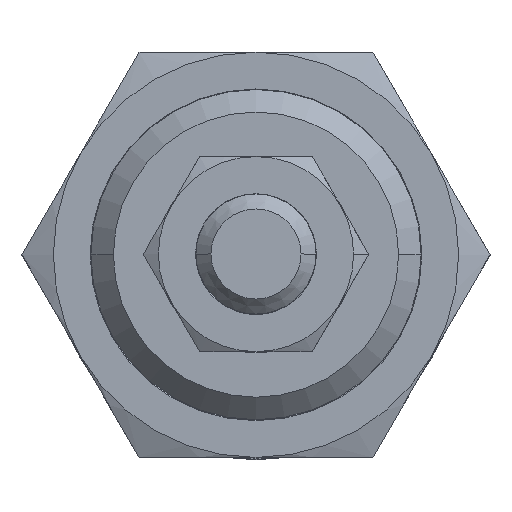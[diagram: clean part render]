
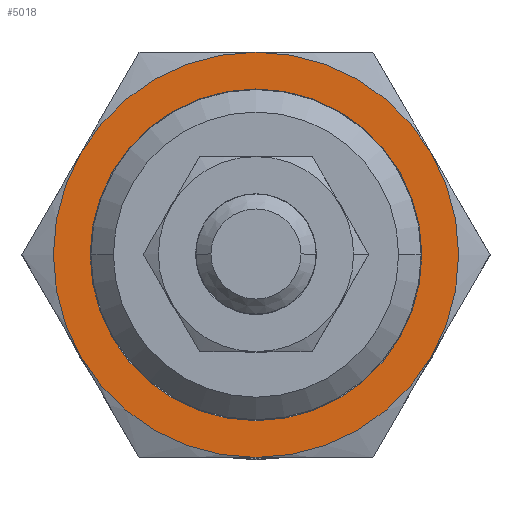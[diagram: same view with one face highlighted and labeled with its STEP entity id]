
A CAD part, top view. The second image highlights one B-rep face of the part: STEP entity #5018.
In plain terms, the highlighted planar face has unit normal (0, 0, 1).
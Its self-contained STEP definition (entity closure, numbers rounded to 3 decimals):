
#101 = DIRECTION ( 'NONE',  ( 0., 0., -1. ) ) ;
#218 = ORIENTED_EDGE ( 'NONE', *, *, #5773, .T. ) ;
#230 = CIRCLE ( 'NONE', #7106, 11.05 ) ;
#239 = AXIS2_PLACEMENT_3D ( 'NONE', #7619, #101, #2958 ) ;
#439 = CIRCLE ( 'NONE', #239, 13.5 ) ;
#617 = DIRECTION ( 'NONE',  ( 0.866, 0.5, 0. ) ) ;
#766 = CARTESIAN_POINT ( 'NONE',  ( 0., 13.5, 89. ) ) ;
#948 = CARTESIAN_POINT ( 'NONE',  ( 0., -13.5, 89. ) ) ;
#1492 = CARTESIAN_POINT ( 'NONE',  ( 0., 0., 89. ) ) ;
#1821 = DIRECTION ( 'NONE',  ( 0., 0., -1. ) ) ;
#2157 = AXIS2_PLACEMENT_3D ( 'NONE', #1492, #5293, #617 ) ;
#2542 = CARTESIAN_POINT ( 'NONE',  ( 0., 0., 89. ) ) ;
#2805 = DIRECTION ( 'NONE',  ( 0.866, 0.5, 0. ) ) ;
#2838 = EDGE_CURVE ( 'NONE', #3642, #6949, #2962, .T. ) ;
#2958 = DIRECTION ( 'NONE',  ( 0.866, 0.5, 0. ) ) ;
#2962 = CIRCLE ( 'NONE', #7070, 13.5 ) ;
#2999 = EDGE_LOOP ( 'NONE', ( #3843, #8077, #5986, #10304, #11372, #5943 ) ) ;
#3204 = AXIS2_PLACEMENT_3D ( 'NONE', #5580, #5701, #8641 ) ;
#3494 = VERTEX_POINT ( 'NONE', #5093 ) ;
#3602 = EDGE_CURVE ( 'NONE', #8599, #8458, #3759, .T. ) ;
#3642 = VERTEX_POINT ( 'NONE', #766 ) ;
#3759 = CIRCLE ( 'NONE', #4925, 13.5 ) ;
#3843 = ORIENTED_EDGE ( 'NONE', *, *, #8689, .F. ) ;
#3849 = CARTESIAN_POINT ( 'NONE',  ( 11.691, 6.75, 89. ) ) ;
#4253 = CIRCLE ( 'NONE', #6803, 13.5 ) ;
#4619 = DIRECTION ( 'NONE',  ( 0.866, 0.5, 0. ) ) ;
#4648 = EDGE_CURVE ( 'NONE', #3494, #6438, #439, .T. ) ;
#4660 = FACE_OUTER_BOUND ( 'NONE', #2999, .T. ) ;
#4925 = AXIS2_PLACEMENT_3D ( 'NONE', #5501, #1821, #2805 ) ;
#4963 = CARTESIAN_POINT ( 'NONE',  ( -11.691, 6.75, 89. ) ) ;
#5018 = ADVANCED_FACE ( 'NONE', ( #11235, #4660 ), #11356, .F. ) ;
#5093 = CARTESIAN_POINT ( 'NONE',  ( -11.691, -6.75, 89. ) ) ;
#5293 = DIRECTION ( 'NONE',  ( 0., 0., -1. ) ) ;
#5501 = CARTESIAN_POINT ( 'NONE',  ( 0., 0., 89. ) ) ;
#5514 = CARTESIAN_POINT ( 'NONE',  ( 0., 0., 89. ) ) ;
#5580 = CARTESIAN_POINT ( 'NONE',  ( 0., 0., 89. ) ) ;
#5654 = DIRECTION ( 'NONE',  ( 0.866, 0.5, 0. ) ) ;
#5701 = DIRECTION ( 'NONE',  ( 0., 0., -1. ) ) ;
#5773 = EDGE_CURVE ( 'NONE', #8883, #9463, #230, .T. ) ;
#5943 = ORIENTED_EDGE ( 'NONE', *, *, #3602, .F. ) ;
#5986 = ORIENTED_EDGE ( 'NONE', *, *, #11108, .F. ) ;
#6085 = CARTESIAN_POINT ( 'NONE',  ( 9.57, 5.525, 89. ) ) ;
#6385 = DIRECTION ( 'NONE',  ( 0., 0., -1. ) ) ;
#6438 = VERTEX_POINT ( 'NONE', #4963 ) ;
#6582 = ORIENTED_EDGE ( 'NONE', *, *, #9644, .T. ) ;
#6655 = EDGE_LOOP ( 'NONE', ( #218, #6582 ) ) ;
#6803 = AXIS2_PLACEMENT_3D ( 'NONE', #11986, #9851, #7148 ) ;
#6874 = CIRCLE ( 'NONE', #8436, 13.5 ) ;
#6949 = VERTEX_POINT ( 'NONE', #3849 ) ;
#7070 = AXIS2_PLACEMENT_3D ( 'NONE', #2542, #7447, #4619 ) ;
#7106 = AXIS2_PLACEMENT_3D ( 'NONE', #10318, #10448, #5654 ) ;
#7148 = DIRECTION ( 'NONE',  ( 0.866, 0.5, 0. ) ) ;
#7185 = CARTESIAN_POINT ( 'NONE',  ( 0., 0., 89. ) ) ;
#7446 = CIRCLE ( 'NONE', #2157, 13.5 ) ;
#7447 = DIRECTION ( 'NONE',  ( 0., 0., -1. ) ) ;
#7619 = CARTESIAN_POINT ( 'NONE',  ( 0., 0., 89. ) ) ;
#8077 = ORIENTED_EDGE ( 'NONE', *, *, #2838, .F. ) ;
#8436 = AXIS2_PLACEMENT_3D ( 'NONE', #7185, #9026, #10249 ) ;
#8458 = VERTEX_POINT ( 'NONE', #948 ) ;
#8459 = DIRECTION ( 'NONE',  ( 0.866, 0.5, 0. ) ) ;
#8599 = VERTEX_POINT ( 'NONE', #11691 ) ;
#8641 = DIRECTION ( 'NONE',  ( 0.866, 0.5, 0. ) ) ;
#8689 = EDGE_CURVE ( 'NONE', #6949, #8599, #4253, .T. ) ;
#8883 = VERTEX_POINT ( 'NONE', #10398 ) ;
#9026 = DIRECTION ( 'NONE',  ( 0., 0., -1. ) ) ;
#9463 = VERTEX_POINT ( 'NONE', #6085 ) ;
#9565 = CIRCLE ( 'NONE', #11910, 11.05 ) ;
#9644 = EDGE_CURVE ( 'NONE', #9463, #8883, #9565, .T. ) ;
#9851 = DIRECTION ( 'NONE',  ( 0., 0., -1. ) ) ;
#10249 = DIRECTION ( 'NONE',  ( 0.866, 0.5, 0. ) ) ;
#10304 = ORIENTED_EDGE ( 'NONE', *, *, #4648, .F. ) ;
#10318 = CARTESIAN_POINT ( 'NONE',  ( 0., 0., 89. ) ) ;
#10398 = CARTESIAN_POINT ( 'NONE',  ( -9.57, -5.525, 89. ) ) ;
#10448 = DIRECTION ( 'NONE',  ( 0., 0., -1. ) ) ;
#11108 = EDGE_CURVE ( 'NONE', #6438, #3642, #7446, .T. ) ;
#11235 = FACE_BOUND ( 'NONE', #6655, .T. ) ;
#11356 = PLANE ( 'NONE',  #3204 ) ;
#11372 = ORIENTED_EDGE ( 'NONE', *, *, #11629, .F. ) ;
#11629 = EDGE_CURVE ( 'NONE', #8458, #3494, #6874, .T. ) ;
#11691 = CARTESIAN_POINT ( 'NONE',  ( 11.691, -6.75, 89. ) ) ;
#11910 = AXIS2_PLACEMENT_3D ( 'NONE', #5514, #6385, #8459 ) ;
#11986 = CARTESIAN_POINT ( 'NONE',  ( 0., 0., 89. ) ) ;
